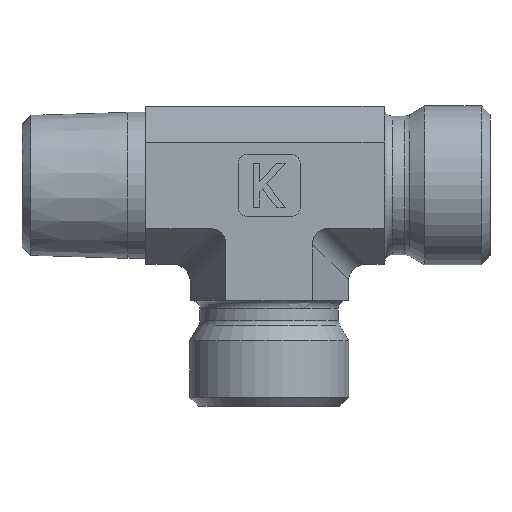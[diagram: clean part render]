
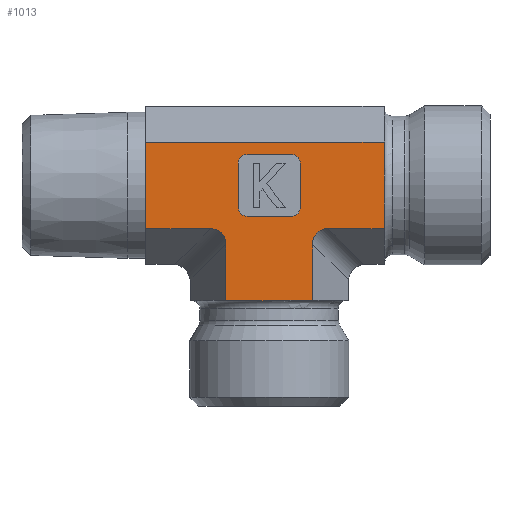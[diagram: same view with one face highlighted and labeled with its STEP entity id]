
A CAD part, left-side view. The second image highlights one B-rep face of the part: STEP entity #1013.
In plain terms, the highlighted planar face has unit normal (-1, 0, 0).
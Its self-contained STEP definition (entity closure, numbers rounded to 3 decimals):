
#628=CARTESIAN_POINT('',(-27.685,7.08,1.));
#629=VERTEX_POINT('',#628);
#637=CARTESIAN_POINT('',(-27.685,12.008,1.));
#638=VERTEX_POINT('',#637);
#639=CARTESIAN_POINT('',(-27.685,12.008,1.));
#640=CARTESIAN_POINT('',(-27.685,11.775,1.));
#641=CARTESIAN_POINT('',(-27.685,11.496,0.992));
#642=CARTESIAN_POINT('',(-27.685,10.726,0.965));
#643=CARTESIAN_POINT('',(-27.685,10.082,0.937));
#644=CARTESIAN_POINT('',(-27.685,9.006,0.937));
#645=CARTESIAN_POINT('',(-27.685,8.362,0.965));
#646=CARTESIAN_POINT('',(-27.685,7.592,0.992));
#647=CARTESIAN_POINT('',(-27.685,7.312,1.));
#648=CARTESIAN_POINT('',(-27.685,7.08,1.));
#649=B_SPLINE_CURVE_WITH_KNOTS('',3,(#639,#640,#641,#642,#643,#644,#645,#646,#647,#648),.UNSPECIFIED.,.F.,.U.,(4,2,2,2,4),(0.782,0.852,1.013,1.174,1.244),.UNSPECIFIED.);
#650=EDGE_CURVE('',#638,#629,#649,.T.);
#791=CARTESIAN_POINT('',(-27.685,14.451,1.));
#792=VERTEX_POINT('',#791);
#799=CARTESIAN_POINT('',(-27.685,14.451,7.36));
#800=VERTEX_POINT('',#799);
#801=CARTESIAN_POINT('',(-27.685,14.451,1.));
#802=DIRECTION('',(0.0,0.0,1.0));
#803=VECTOR('',#802,6.36);
#804=LINE('',#801,#803);
#805=EDGE_CURVE('',#792,#800,#804,.T.);
#833=CARTESIAN_POINT('',(-27.685,4.636,0.0));
#834=DIRECTION('',(-1.0,0.0,0.0));
#835=DIRECTION('',(0.0,0.0,1.0));
#836=AXIS2_PLACEMENT_3D('',#833,#834,#835);
#837=PLANE('',#836);
#838=CARTESIAN_POINT('',(-27.685,23.544,18.907));
#839=VERTEX_POINT('',#838);
#840=CARTESIAN_POINT('',(-27.685,23.544,9.093));
#841=VERTEX_POINT('',#840);
#842=CARTESIAN_POINT('',(-27.685,23.544,18.907));
#843=DIRECTION('',(0.0,0.0,-1.0));
#844=VECTOR('',#843,9.815);
#845=LINE('',#842,#844);
#846=EDGE_CURVE('',#839,#841,#845,.T.);
#847=ORIENTED_EDGE('',*,*,#846,.T.);
#848=CARTESIAN_POINT('',(-27.685,16.183,9.093));
#849=VERTEX_POINT('',#848);
#850=CARTESIAN_POINT('',(-27.685,16.183,9.093));
#851=DIRECTION('',(0.0,1.0,0.0));
#852=VECTOR('',#851,7.36);
#853=LINE('',#850,#852);
#854=EDGE_CURVE('',#849,#841,#853,.T.);
#855=ORIENTED_EDGE('',*,*,#854,.F.);
#856=CARTESIAN_POINT('',(-27.685,16.761,6.783));
#857=DIRECTION('',(-1.0,0.0,0.0));
#858=DIRECTION('',(0.0,-0.707,0.707));
#859=AXIS2_PLACEMENT_3D('',#856,#857,#858);
#860=ELLIPSE('',#859,2.582,2.0);
#861=EDGE_CURVE('',#800,#849,#860,.T.);
#862=ORIENTED_EDGE('',*,*,#861,.F.);
#863=ORIENTED_EDGE('',*,*,#805,.F.);
#864=CARTESIAN_POINT('',(-27.685,14.451,1.));
#865=DIRECTION('',(0.0,-1.0,0.0));
#866=VECTOR('',#865,2.443);
#867=LINE('',#864,#866);
#868=EDGE_CURVE('',#792,#638,#867,.T.);
#869=ORIENTED_EDGE('',*,*,#868,.T.);
#870=ORIENTED_EDGE('',*,*,#650,.T.);
#871=CARTESIAN_POINT('',(-27.685,4.636,1.));
#872=VERTEX_POINT('',#871);
#873=CARTESIAN_POINT('',(-27.685,7.08,1.));
#874=DIRECTION('',(0.0,-1.0,0.0));
#875=VECTOR('',#874,2.443);
#876=LINE('',#873,#875);
#877=EDGE_CURVE('',#629,#872,#876,.T.);
#878=ORIENTED_EDGE('',*,*,#877,.T.);
#879=CARTESIAN_POINT('',(-27.685,4.636,7.36));
#880=VERTEX_POINT('',#879);
#881=CARTESIAN_POINT('',(-27.685,4.636,1.));
#882=DIRECTION('',(0.0,0.0,1.0));
#883=VECTOR('',#882,6.36);
#884=LINE('',#881,#883);
#885=EDGE_CURVE('',#872,#880,#884,.T.);
#886=ORIENTED_EDGE('',*,*,#885,.T.);
#887=CARTESIAN_POINT('',(-27.685,2.904,9.093));
#888=VERTEX_POINT('',#887);
#889=CARTESIAN_POINT('',(-27.685,2.327,6.783));
#890=DIRECTION('',(-1.0,0.0,0.0));
#891=DIRECTION('',(0.0,0.707,0.707));
#892=AXIS2_PLACEMENT_3D('',#889,#890,#891);
#893=ELLIPSE('',#892,2.582,2.0);
#894=EDGE_CURVE('',#888,#880,#893,.T.);
#895=ORIENTED_EDGE('',*,*,#894,.F.);
#896=CARTESIAN_POINT('',(-27.685,-3.456,9.093));
#897=VERTEX_POINT('',#896);
#898=CARTESIAN_POINT('',(-27.685,2.904,9.093));
#899=DIRECTION('',(0.0,-1.0,0.0));
#900=VECTOR('',#899,6.36);
#901=LINE('',#898,#900);
#902=EDGE_CURVE('',#888,#897,#901,.T.);
#903=ORIENTED_EDGE('',*,*,#902,.T.);
#904=CARTESIAN_POINT('',(-27.685,-3.456,11.536));
#905=VERTEX_POINT('',#904);
#906=CARTESIAN_POINT('',(-27.685,-3.456,9.093));
#907=DIRECTION('',(0.0,0.0,1.0));
#908=VECTOR('',#907,2.443);
#909=LINE('',#906,#908);
#910=EDGE_CURVE('',#897,#905,#909,.T.);
#911=ORIENTED_EDGE('',*,*,#910,.T.);
#912=CARTESIAN_POINT('',(-27.685,-3.456,16.464));
#913=VERTEX_POINT('',#912);
#914=CARTESIAN_POINT('',(-27.685,-3.456,11.536));
#915=CARTESIAN_POINT('',(-27.685,-3.456,11.769));
#916=CARTESIAN_POINT('',(-27.685,-3.464,12.048));
#917=CARTESIAN_POINT('',(-27.685,-3.491,12.818));
#918=CARTESIAN_POINT('',(-27.685,-3.519,13.462));
#919=CARTESIAN_POINT('',(-27.685,-3.519,14.538));
#920=CARTESIAN_POINT('',(-27.685,-3.491,15.182));
#921=CARTESIAN_POINT('',(-27.685,-3.464,15.952));
#922=CARTESIAN_POINT('',(-27.685,-3.456,16.231));
#923=CARTESIAN_POINT('',(-27.685,-3.456,16.464));
#924=B_SPLINE_CURVE_WITH_KNOTS('',3,(#914,#915,#916,#917,#918,#919,#920,#921,#922,#923),.UNSPECIFIED.,.F.,.U.,(4,2,2,2,4),(0.782,0.852,1.013,1.174,1.244),.UNSPECIFIED.);
#925=EDGE_CURVE('',#905,#913,#924,.T.);
#926=ORIENTED_EDGE('',*,*,#925,.T.);
#927=CARTESIAN_POINT('',(-27.685,-3.456,18.907));
#928=VERTEX_POINT('',#927);
#929=CARTESIAN_POINT('',(-27.685,-3.456,16.464));
#930=DIRECTION('',(0.0,0.0,1.0));
#931=VECTOR('',#930,2.443);
#932=LINE('',#929,#931);
#933=EDGE_CURVE('',#913,#928,#932,.T.);
#934=ORIENTED_EDGE('',*,*,#933,.T.);
#935=CARTESIAN_POINT('',(-27.685,23.544,18.907));
#936=DIRECTION('',(0.0,-1.0,0.0));
#937=VECTOR('',#936,27.0);
#938=LINE('',#935,#937);
#939=EDGE_CURVE('',#839,#928,#938,.T.);
#940=ORIENTED_EDGE('',*,*,#939,.F.);
#941=EDGE_LOOP('',(#847,#855,#862,#863,#869,#870,#878,#886,#895,#903,#911,#926,#934,#940));
#942=FACE_OUTER_BOUND('',#941,.T.);
#943=CARTESIAN_POINT('',(-27.685,12.044,17.5));
#944=VERTEX_POINT('',#943);
#945=CARTESIAN_POINT('',(-27.685,7.044,17.5));
#946=VERTEX_POINT('',#945);
#947=CARTESIAN_POINT('',(-27.685,12.044,17.5));
#948=DIRECTION('',(0.0,-1.0,0.0));
#949=VECTOR('',#948,5.);
#950=LINE('',#947,#949);
#951=EDGE_CURVE('',#944,#946,#950,.T.);
#952=ORIENTED_EDGE('',*,*,#951,.T.);
#953=CARTESIAN_POINT('',(-27.685,6.044,16.5));
#954=VERTEX_POINT('',#953);
#955=CARTESIAN_POINT('',(-27.685,7.044,16.5));
#956=DIRECTION('',(-1.0,0.0,0.0));
#957=DIRECTION('',(0.0,-0.707,0.707));
#958=AXIS2_PLACEMENT_3D('',#955,#956,#957);
#959=CIRCLE('',#958,1.0);
#960=EDGE_CURVE('',#954,#946,#959,.T.);
#961=ORIENTED_EDGE('',*,*,#960,.F.);
#962=CARTESIAN_POINT('',(-27.685,6.044,11.5));
#963=VERTEX_POINT('',#962);
#964=CARTESIAN_POINT('',(-27.685,6.044,16.5));
#965=DIRECTION('',(0.0,0.0,-1.0));
#966=VECTOR('',#965,5.0);
#967=LINE('',#964,#966);
#968=EDGE_CURVE('',#954,#963,#967,.T.);
#969=ORIENTED_EDGE('',*,*,#968,.T.);
#970=CARTESIAN_POINT('',(-27.685,7.044,10.5));
#971=VERTEX_POINT('',#970);
#972=CARTESIAN_POINT('',(-27.685,7.044,11.5));
#973=DIRECTION('',(-1.0,0.0,0.0));
#974=DIRECTION('',(0.0,-0.707,-0.707));
#975=AXIS2_PLACEMENT_3D('',#972,#973,#974);
#976=CIRCLE('',#975,1.0);
#977=EDGE_CURVE('',#971,#963,#976,.T.);
#978=ORIENTED_EDGE('',*,*,#977,.F.);
#979=CARTESIAN_POINT('',(-27.685,12.044,10.5));
#980=VERTEX_POINT('',#979);
#981=CARTESIAN_POINT('',(-27.685,7.044,10.5));
#982=DIRECTION('',(0.0,1.0,0.0));
#983=VECTOR('',#982,5.);
#984=LINE('',#981,#983);
#985=EDGE_CURVE('',#971,#980,#984,.T.);
#986=ORIENTED_EDGE('',*,*,#985,.T.);
#987=CARTESIAN_POINT('',(-27.685,13.044,11.5));
#988=VERTEX_POINT('',#987);
#989=CARTESIAN_POINT('',(-27.685,12.044,11.5));
#990=DIRECTION('',(-1.0,0.0,0.0));
#991=DIRECTION('',(0.0,0.707,-0.707));
#992=AXIS2_PLACEMENT_3D('',#989,#990,#991);
#993=CIRCLE('',#992,1.0);
#994=EDGE_CURVE('',#988,#980,#993,.T.);
#995=ORIENTED_EDGE('',*,*,#994,.F.);
#996=CARTESIAN_POINT('',(-27.685,13.044,16.5));
#997=VERTEX_POINT('',#996);
#998=CARTESIAN_POINT('',(-27.685,13.044,11.5));
#999=DIRECTION('',(0.0,0.0,1.0));
#1000=VECTOR('',#999,5.0);
#1001=LINE('',#998,#1000);
#1002=EDGE_CURVE('',#988,#997,#1001,.T.);
#1003=ORIENTED_EDGE('',*,*,#1002,.T.);
#1004=CARTESIAN_POINT('',(-27.685,12.044,16.5));
#1005=DIRECTION('',(-1.0,0.0,0.0));
#1006=DIRECTION('',(0.0,0.707,0.707));
#1007=AXIS2_PLACEMENT_3D('',#1004,#1005,#1006);
#1008=CIRCLE('',#1007,1.0);
#1009=EDGE_CURVE('',#944,#997,#1008,.T.);
#1010=ORIENTED_EDGE('',*,*,#1009,.F.);
#1011=EDGE_LOOP('',(#952,#961,#969,#978,#986,#995,#1003,#1010));
#1012=FACE_BOUND('',#1011,.T.);
#1013=ADVANCED_FACE('',(#942,#1012),#837,.T.);
